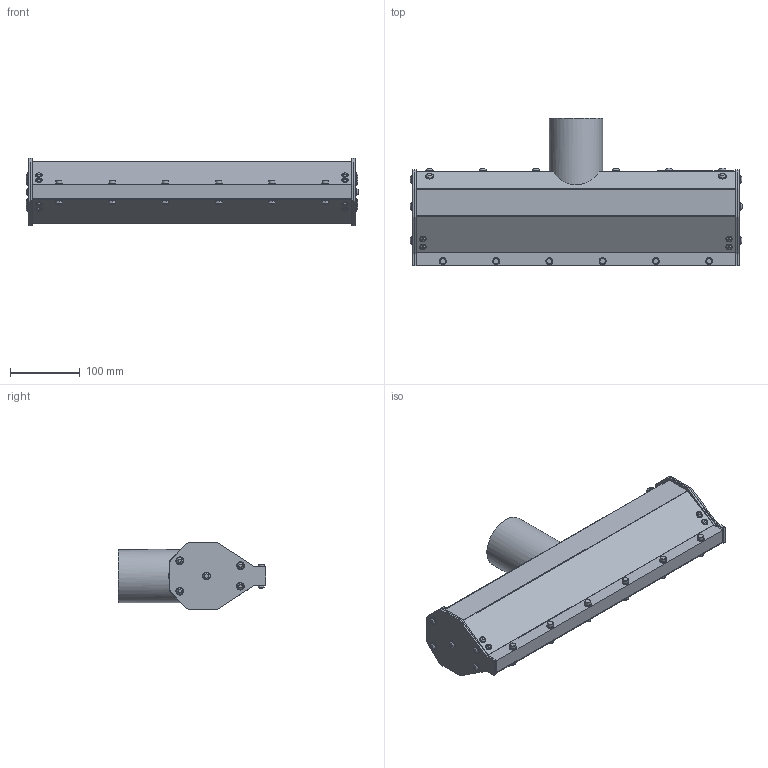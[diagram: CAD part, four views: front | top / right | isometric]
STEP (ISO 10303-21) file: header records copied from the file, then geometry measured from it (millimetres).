
FILE_DESCRIPTION(/* description */ (''),/* implementation_level */ '2;1');
FILE_NAME(/* name */ 'MAP3xxxxxx018_A.stp',/* time_stamp */ '2018-12-07T11:54:06-05:00',/* author */ ('James'),/* organization */ (''),/* preprocessor_version */ 'ST-DEVELOPER v16.5',/* originating_system */ 'Autodesk Inventor 2017',/* authorisation */ '');
FILE_SCHEMA (('AUTOMOTIVE_DESIGN { 1 0 10303 214 3 1 1 }'));
Length unit declared in the file: inch
Products named in the file (1): MAP3xxxxxx018_A
Bounding box: 475.29 x 211.04 x 96.53 mm (x, y, z)
Volume: 4273721.9 mm3; surface area: 218714.6 mm2
Topology: 1 solids, 1 shells, 456 faces, 985 edges, 646 vertices
Faces by surface type: plane 199, cylinder 121, cone 90, sphere 28, bspline 12, torus 6
Full cylindrical faces by diameter (mm): 7.6 x8, 8.5 x6, 9 x8, 9.5 x12, 10 x12, 10.5 x8, 11 x20, 76.2 x1
Entity records: 23913 total; most frequent: CARTESIAN_POINT 14838, DIRECTION 1900, ORIENTED_EDGE 1678, EDGE_CURVE 839, AXIS2_PLACEMENT_3D 812, EDGE_LOOP 670, VERTEX_POINT 599, FACE_OUTER_BOUND 456
